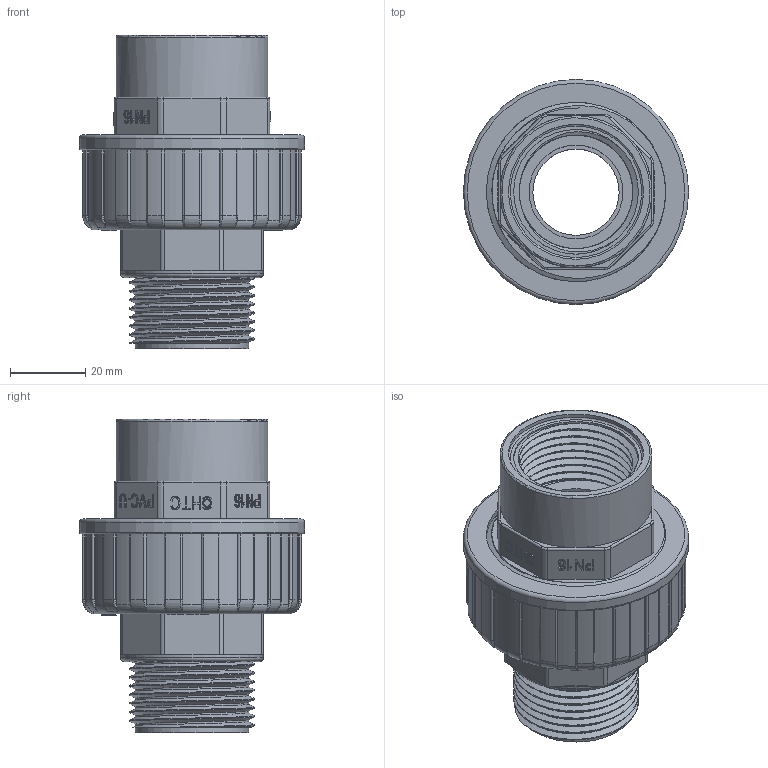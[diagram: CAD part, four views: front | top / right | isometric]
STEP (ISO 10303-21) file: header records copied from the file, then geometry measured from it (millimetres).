
FILE_DESCRIPTION(/* description */ (''),/* implementation_level */ '2;1');
FILE_NAME(/* name */ 'V1F032.stp',/* time_stamp */ '2025-03-29T15:28:24+08:00',/* author */ (''),/* organization */ (''),/* preprocessor_version */ 'ST-DEVELOPER v16',/* originating_system */ 'SIEMENS PLM Software NX 10.0',/* authorisation */ '');
FILE_SCHEMA (('AUTOMOTIVE_DESIGN { 1 0 10303 214 3 1 1 1 }'));
Length unit declared in the file: millimetre
Products named in the file (1): gelv1774380Bv034
Bounding box: 60 x 60 x 83.6 mm (x, y, z)
Volume: 58357.6 mm3; surface area: 40916.5 mm2
Topology: 3 solids, 4 shells, 876 faces, 2337 edges, 1534 vertices
Faces by surface type: plane 387, extrusion 250, cylinder 159, bspline 47, torus 33
Full cylindrical faces by diameter (mm): 1.74 x1, 1.962 x1, 2.321 x1, 2.616 x1, 23 x1, 25 x1, 25.9 x1, 30.291 x8, 31 x1, 33.249 x8, 36 x1, 38 x2, 40.5 x1, 40.9 x1, 41.1 x1, 44 x1, 44.845 x6, 47.803 x7, 60 x1
Entity records: 37545 total; most frequent: CARTESIAN_POINT 18835, ORIENTED_EDGE 4422, DIRECTION 2698, EDGE_CURVE 2211, VERTEX_POINT 1465, B_SPLINE_CURVE_WITH_KNOTS 1430, VECTOR 968, EDGE_LOOP 947
